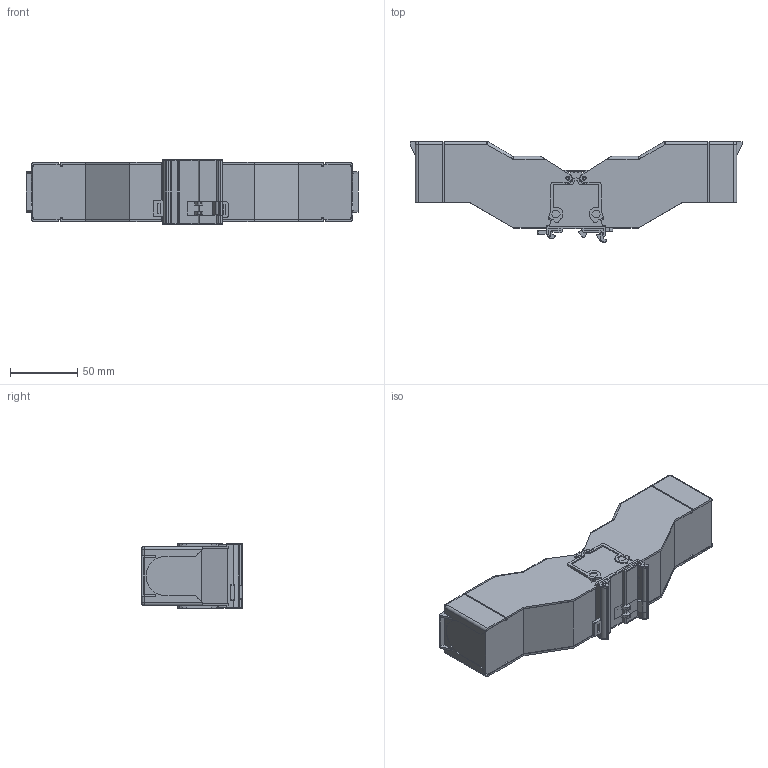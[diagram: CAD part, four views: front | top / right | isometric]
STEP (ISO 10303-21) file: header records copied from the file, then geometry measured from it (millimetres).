
FILE_DESCRIPTION (( 'STEP AP214' ), '1' );
FILE_NAME ('304310_AVK 150 B.STP', '2013-11-12T09:06:23', ( 'arge' ), ( 'Microsoft' ), 'SwSTEP 2.0', 'SolidWorks 2013', '' );
FILE_SCHEMA (( 'AUTOMOTIVE_DESIGN' ));
Length unit declared in the file: millimetre
Products named in the file (1): 304310_AVK 150 B
Bounding box: 246 x 74.62 x 48 mm (x, y, z)
Volume: 526963.6 mm3; surface area: 86977.4 mm2
Topology: 10 solids, 18 shells, 1194 faces, 3348 edges, 2190 vertices
Faces by surface type: plane 777, cylinder 359, cone 42, torus 8, sphere 8
Entity records: 49939 total; most frequent: CARTESIAN_POINT 6982, ORIENTED_EDGE 6680, DIRECTION 6463, EDGE_CURVE 3340, LINE 2475, VECTOR 2475, VERTEX_POINT 2190, AXIS2_PLACEMENT_3D 1994
